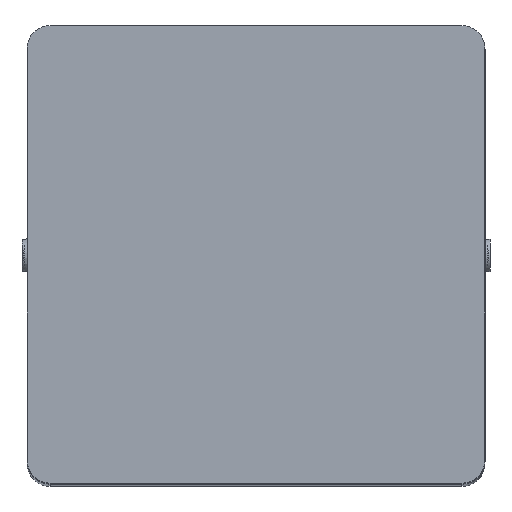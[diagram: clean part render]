
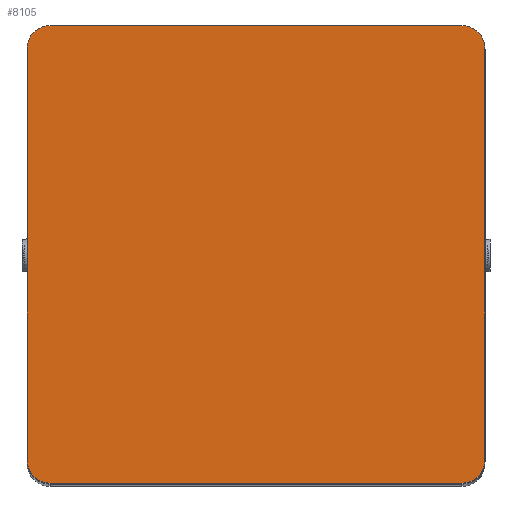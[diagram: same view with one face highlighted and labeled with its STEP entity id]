
A CAD part, top view. The second image highlights one B-rep face of the part: STEP entity #8105.
In plain terms, the highlighted planar face has unit normal (0, 0, 1).
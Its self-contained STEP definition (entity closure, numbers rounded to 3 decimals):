
#754 = EDGE_CURVE ( 'NONE', #5007, #5071, #16067, .T. ) ;
#757 = EDGE_CURVE ( 'NONE', #5071, #2119, #16161, .T. ) ;
#760 = EDGE_CURVE ( 'NONE', #2119, #2822, #16156, .T. ) ;
#763 = EDGE_CURVE ( 'NONE', #2822, #5097, #16140, .T. ) ;
#766 = EDGE_CURVE ( 'NONE', #5097, #1827, #16131, .T. ) ;
#769 = EDGE_CURVE ( 'NONE', #1827, #2802, #16121, .T. ) ;
#772 = EDGE_CURVE ( 'NONE', #2802, #5017, #16111, .T. ) ;
#775 = EDGE_CURVE ( 'NONE', #5017, #5007, #16109, .T. ) ;
#1827 = VERTEX_POINT ( 'NONE', #13402 ) ;
#2119 = VERTEX_POINT ( 'NONE', #13511 ) ;
#2802 = VERTEX_POINT ( 'NONE', #3137 ) ;
#2822 = VERTEX_POINT ( 'NONE', #3416 ) ;
#3077 = CARTESIAN_POINT ( 'NONE',  ( 1131.317, 2686.765, -1007.009 ) ) ;
#3137 = CARTESIAN_POINT ( 'NONE',  ( 1245.317, 2680.765, -1007.009 ) ) ;
#3139 = CARTESIAN_POINT ( 'NONE',  ( 1131.317, 2794.765, -1007.009 ) ) ;
#3362 = CARTESIAN_POINT ( 'NONE',  ( 1251.317, 2794.765, -1007.009 ) ) ;
#3416 = CARTESIAN_POINT ( 'NONE',  ( 1245.317, 2800.765, -1007.009 ) ) ;
#3522 = CARTESIAN_POINT ( 'NONE',  ( 1137.317, 2680.765, -1007.009 ) ) ;
#4104 = DIRECTION ( 'NONE',  ( 1., 0., 0. ) ) ;
#4107 = DIRECTION ( 'NONE',  ( -1., 0., 0. ) ) ;
#4109 = DIRECTION ( 'NONE',  ( 0., 0., -1. ) ) ;
#4111 = CARTESIAN_POINT ( 'NONE',  ( 1137.317, 2800.765, -1007.009 ) ) ;
#4113 = CARTESIAN_POINT ( 'NONE',  ( 1137.317, 2794.765, -1007.009 ) ) ;
#5007 = VERTEX_POINT ( 'NONE', #3077 ) ;
#5017 = VERTEX_POINT ( 'NONE', #3522 ) ;
#5071 = VERTEX_POINT ( 'NONE', #3139 ) ;
#5097 = VERTEX_POINT ( 'NONE', #3362 ) ;
#5112 = DIRECTION ( 'NONE',  ( 0., 1., 0. ) ) ;
#7123 = CARTESIAN_POINT ( 'NONE',  ( 1131.317, 2686.765, -1007.009 ) ) ;
#7565 = DIRECTION ( 'NONE',  ( 0., 1., 0. ) ) ;
#7790 = EDGE_LOOP ( 'NONE', ( #15577, #15038, #14559, #15185, #14844, #14842, #15116, #15040 ) ) ;
#8105 = ADVANCED_FACE ( 'NONE', ( #16907 ), #11936, .F. ) ;
#9371 = AXIS2_PLACEMENT_3D ( 'NONE', #11930, #11940, #11942 ) ;
#9684 = CARTESIAN_POINT ( 'NONE',  ( 1245.317, 2686.765, -1007.009 ) ) ;
#9702 = CARTESIAN_POINT ( 'NONE',  ( 1245.317, 2680.765, -1007.009 ) ) ;
#9709 = DIRECTION ( 'NONE',  ( 1., 0., 0. ) ) ;
#9710 = DIRECTION ( 'NONE',  ( 0., 0., -1. ) ) ;
#9722 = DIRECTION ( 'NONE',  ( 0., -1., 0. ) ) ;
#9723 = DIRECTION ( 'NONE',  ( 0., 0., -1. ) ) ;
#9724 = CARTESIAN_POINT ( 'NONE',  ( 1137.317, 2686.765, -1007.009 ) ) ;
#9757 = DIRECTION ( 'NONE',  ( -1., 0., 0. ) ) ;
#10751 = AXIS2_PLACEMENT_3D ( 'NONE', #4113, #4109, #4107 ) ;
#10753 = AXIS2_PLACEMENT_3D ( 'NONE', #14105, #14103, #7565 ) ;
#10755 = AXIS2_PLACEMENT_3D ( 'NONE', #9684, #9710, #9709 ) ;
#10757 = AXIS2_PLACEMENT_3D ( 'NONE', #9724, #9723, #9722 ) ;
#11930 = CARTESIAN_POINT ( 'NONE',  ( 1137.317, 2794.765, -1007.009 ) ) ;
#11936 = PLANE ( 'NONE',  #9371 ) ;
#11940 = DIRECTION ( 'NONE',  ( 0., 0., -1. ) ) ;
#11942 = DIRECTION ( 'NONE',  ( -1., 0., 0. ) ) ;
#13402 = CARTESIAN_POINT ( 'NONE',  ( 1251.317, 2686.765, -1007.009 ) ) ;
#13511 = CARTESIAN_POINT ( 'NONE',  ( 1137.317, 2800.765, -1007.009 ) ) ;
#14103 = DIRECTION ( 'NONE',  ( 0., 0., -1. ) ) ;
#14104 = DIRECTION ( 'NONE',  ( 0., -1., 0. ) ) ;
#14105 = CARTESIAN_POINT ( 'NONE',  ( 1245.317, 2794.765, -1007.009 ) ) ;
#14106 = CARTESIAN_POINT ( 'NONE',  ( 1251.317, 2794.765, -1007.009 ) ) ;
#14559 = ORIENTED_EDGE ( 'NONE', *, *, #772, .F. ) ;
#14842 = ORIENTED_EDGE ( 'NONE', *, *, #763, .F. ) ;
#14844 = ORIENTED_EDGE ( 'NONE', *, *, #766, .F. ) ;
#15038 = ORIENTED_EDGE ( 'NONE', *, *, #775, .F. ) ;
#15040 = ORIENTED_EDGE ( 'NONE', *, *, #757, .F. ) ;
#15116 = ORIENTED_EDGE ( 'NONE', *, *, #760, .F. ) ;
#15185 = ORIENTED_EDGE ( 'NONE', *, *, #769, .F. ) ;
#15577 = ORIENTED_EDGE ( 'NONE', *, *, #754, .F. ) ;
#16067 = LINE ( 'NONE', #7123, #16164 ) ;
#16109 = CIRCLE ( 'NONE', #10757, 6. ) ;
#16111 = LINE ( 'NONE', #9702, #16115 ) ;
#16115 = VECTOR ( 'NONE', #9757, 1000. ) ;
#16121 = CIRCLE ( 'NONE', #10755, 6. ) ;
#16131 = LINE ( 'NONE', #14106, #16135 ) ;
#16135 = VECTOR ( 'NONE', #14104, 1000. ) ;
#16140 = CIRCLE ( 'NONE', #10753, 6. ) ;
#16153 = VECTOR ( 'NONE', #4104, 1000. ) ;
#16156 = LINE ( 'NONE', #4111, #16153 ) ;
#16161 = CIRCLE ( 'NONE', #10751, 6. ) ;
#16164 = VECTOR ( 'NONE', #5112, 1000. ) ;
#16907 = FACE_OUTER_BOUND ( 'NONE', #7790, .T. ) ;
